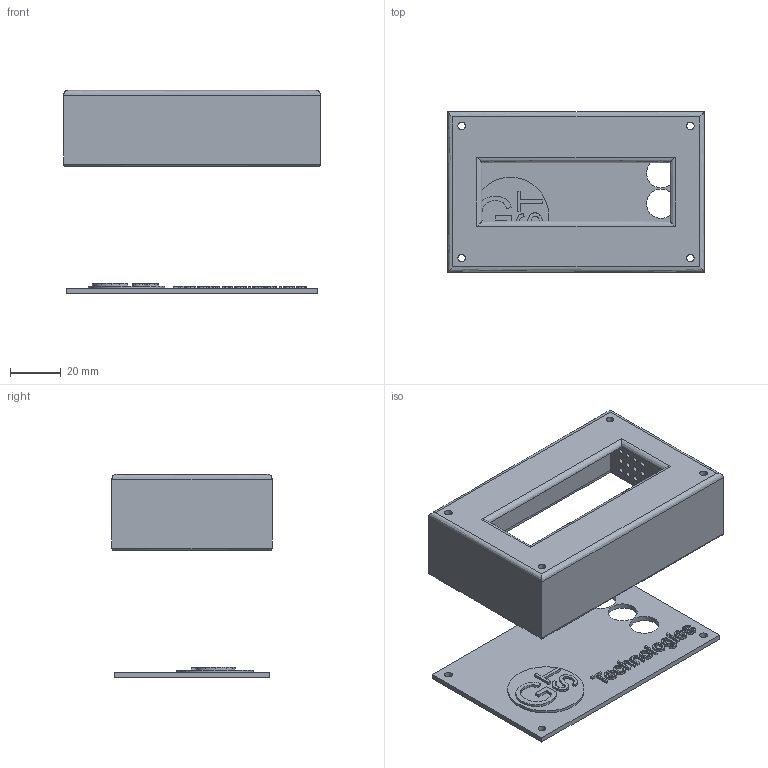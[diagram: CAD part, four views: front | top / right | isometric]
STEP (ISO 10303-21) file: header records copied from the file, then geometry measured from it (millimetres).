
FILE_DESCRIPTION(/* description */ (''),/* implementation_level */ '2;1');
FILE_NAME(/* name */ 'Cloc_1 v7.step',/* time_stamp */ '2023-04-25T12:10:54+03:00',/* author */ (''),/* organization */ (''),/* preprocessor_version */ 'ST-DEVELOPER v19.2',/* originating_system */ 'Autodesk Translation Framework v11.17.0.187',/* authorisation */ '');
FILE_SCHEMA (('AUTOMOTIVE_DESIGN { 1 0 10303 214 3 1 1 }'));
Length unit declared in the file: millimetre
Products named in the file (1): Cloc_1
Bounding box: 101 x 63 x 80 mm (x, y, z)
Volume: 38178 mm3; surface area: 40640.1 mm2
Topology: 2 solids, 2 shells, 390 faces, 1070 edges, 708 vertices
Faces by surface type: bspline 228, plane 116, cylinder 32, torus 14
Full cylindrical faces by diameter (mm): 2 x12, 3 x8, 11.5 x3, 30 x1
Entity records: 15347 total; most frequent: CARTESIAN_POINT 6816, ORIENTED_EDGE 2140, EDGE_CURVE 1070, DIRECTION 1026, VERTEX_POINT 708, LINE 512, VECTOR 512, EDGE_LOOP 466
